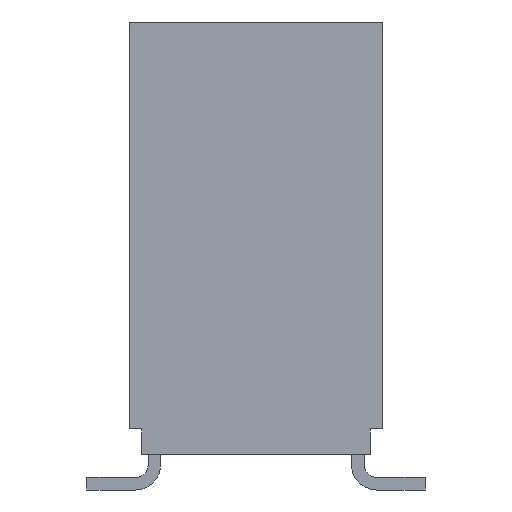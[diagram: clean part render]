
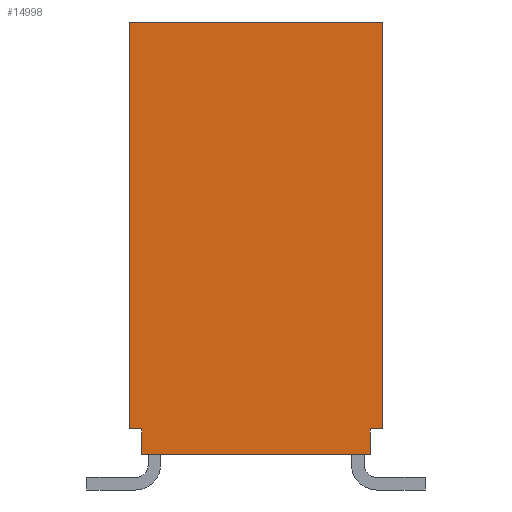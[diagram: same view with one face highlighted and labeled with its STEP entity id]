
A CAD part, left-side view. The second image highlights one B-rep face of the part: STEP entity #14998.
In plain terms, the highlighted planar face has unit normal (-1, 0, 0).
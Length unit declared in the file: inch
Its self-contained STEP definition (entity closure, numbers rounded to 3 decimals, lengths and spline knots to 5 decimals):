
#5=DIRECTION('',(0.,-1.,0.));
#6=VECTOR('',#5,0.18);
#7=CARTESIAN_POINT('',(-0.7495,0.09,0.));
#8=LINE('',#7,#6);
#329=DIRECTION('',(0.,0.,1.));
#330=VECTOR('',#329,0.02);
#331=CARTESIAN_POINT('',(-0.7495,0.09,0.));
#332=LINE('',#331,#330);
#333=DIRECTION('',(0.,-1.,0.));
#334=VECTOR('',#333,0.0095);
#335=CARTESIAN_POINT('',(-0.7495,0.0995,0.02));
#336=LINE('',#335,#334);
#337=DIRECTION('',(0.,0.,1.));
#338=VECTOR('',#337,0.32);
#339=CARTESIAN_POINT('',(-0.7495,0.0995,0.02));
#340=LINE('',#339,#338);
#341=DIRECTION('',(0.,1.,0.));
#342=VECTOR('',#341,0.0095);
#343=CARTESIAN_POINT('',(-0.7495,-0.0995,0.02));
#344=LINE('',#343,#342);
#345=DIRECTION('',(0.,0.,1.));
#346=VECTOR('',#345,0.02);
#347=CARTESIAN_POINT('',(-0.7495,-0.09,0.));
#348=LINE('',#347,#346);
#989=DIRECTION('',(0.,0.,1.));
#990=VECTOR('',#989,0.32);
#991=CARTESIAN_POINT('',(-0.7495,-0.0995,0.02));
#992=LINE('',#991,#990);
#1905=DIRECTION('',(0.,-1.,0.));
#1906=VECTOR('',#1905,0.199);
#1907=CARTESIAN_POINT('',(-0.7495,0.0995,0.34));
#1908=LINE('',#1907,#1906);
#10777=CARTESIAN_POINT('',(-0.7495,0.0995,0.34));
#10778=CARTESIAN_POINT('',(-0.7495,-0.0995,0.34));
#10779=VERTEX_POINT('',#10777);
#10780=VERTEX_POINT('',#10778);
#10885=CARTESIAN_POINT('',(-0.7495,0.09,0.));
#10887=VERTEX_POINT('',#10885);
#10909=CARTESIAN_POINT('',(-0.7495,-0.09,0.));
#10911=VERTEX_POINT('',#10909);
#10933=CARTESIAN_POINT('',(-0.7495,0.09,0.02));
#10934=VERTEX_POINT('',#10933);
#10935=CARTESIAN_POINT('',(-0.7495,0.0995,0.02));
#10936=VERTEX_POINT('',#10935);
#10937=CARTESIAN_POINT('',(-0.7495,-0.0995,0.02));
#10938=CARTESIAN_POINT('',(-0.7495,-0.09,0.02));
#10939=VERTEX_POINT('',#10937);
#10940=VERTEX_POINT('',#10938);
#14978=CARTESIAN_POINT('',(-0.7495,0.0995,0.));
#14979=DIRECTION('',(-1.,0.,0.));
#14980=DIRECTION('',(0.,-1.,0.));
#14981=AXIS2_PLACEMENT_3D('',#14978,#14979,#14980);
#14982=PLANE('',#14981);
#14983=ORIENTED_EDGE('',*,*,#14495,.T.);
#14985=ORIENTED_EDGE('',*,*,#14984,.F.);
#14987=ORIENTED_EDGE('',*,*,#14986,.T.);
#14989=ORIENTED_EDGE('',*,*,#14988,.T.);
#14991=ORIENTED_EDGE('',*,*,#14990,.F.);
#14993=ORIENTED_EDGE('',*,*,#14992,.T.);
#14994=ORIENTED_EDGE('',*,*,#14745,.F.);
#14995=ORIENTED_EDGE('',*,*,#14236,.F.);
#14996=EDGE_LOOP('',(#14983,#14985,#14987,#14989,#14991,#14993,#14994,#14995));
#14997=FACE_OUTER_BOUND('',#14996,.F.);
#14998=ADVANCED_FACE('',(#14997),#14982,.T.);
#14236=EDGE_CURVE('',#10887,#10911,#8,.T.);
#14495=EDGE_CURVE('',#10887,#10934,#332,.T.);
#14745=EDGE_CURVE('',#10911,#10940,#348,.T.);
#14984=EDGE_CURVE('',#10936,#10934,#336,.T.);
#14986=EDGE_CURVE('',#10936,#10779,#340,.T.);
#14988=EDGE_CURVE('',#10779,#10780,#1908,.T.);
#14990=EDGE_CURVE('',#10939,#10780,#992,.T.);
#14992=EDGE_CURVE('',#10939,#10940,#344,.T.);
